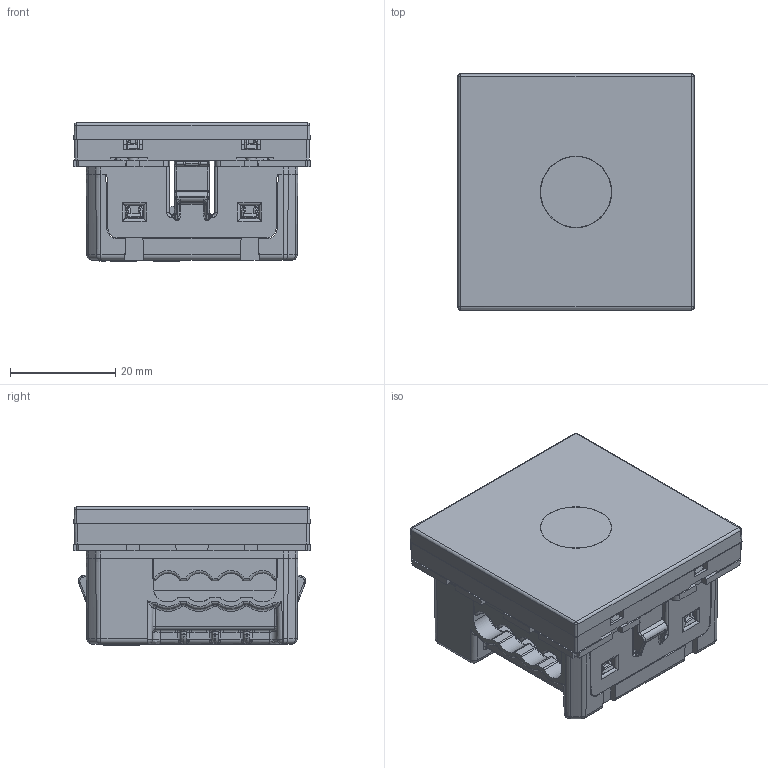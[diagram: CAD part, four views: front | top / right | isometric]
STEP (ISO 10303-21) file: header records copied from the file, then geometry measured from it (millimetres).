
FILE_DESCRIPTION(('CATIA V5 STEP Exchange','CAx-IF Rec.Pracs.--- Model Styling and Organization---1.5--- 2016-08-15','CAx-IF Rec.Pracs.---Supplemental Geometry---1.0---2011-11-01','CAx-IF Rec.Pracs.--- Composite Materials ---1.1---2010-07-15'),'2;1');
FILE_NAME('076666L.stp','2024-11-06T12:31:06+00:00',('none'),('none'),'CATIA Version 5-6 Release 2020 SP5','CATIA V5 STEP AP214 v2','none');
FILE_SCHEMA(('AUTOMOTIVE_DESIGN { 1 0 10303 214 1 1 1 1 }'));
Products named in the file (1): 076666L _AllCATPart
Bounding box: 45.05 x 45.05 x 26.38 mm (x, y, z)
Volume: 13027.1 mm3; surface area: 21787 mm2
Topology: 4 solids, 4 shells, 6910 faces, 19923 edges, 12961 vertices
Faces by surface type: plane 5778, cylinder 518, bspline 327, cone 103, torus 92, sphere 86, extrusion 6
Entity records: 239699 total; most frequent: CARTESIAN_POINT 63503, ORIENTED_EDGE 39628, DIRECTION 28817, EDGE_CURVE 19814, VECTOR 15584, LINE 15578, VERTEX_POINT 12961, EDGE_LOOP 7013
